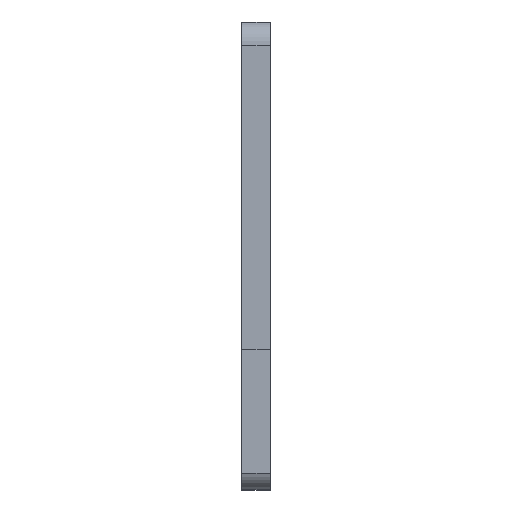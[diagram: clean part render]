
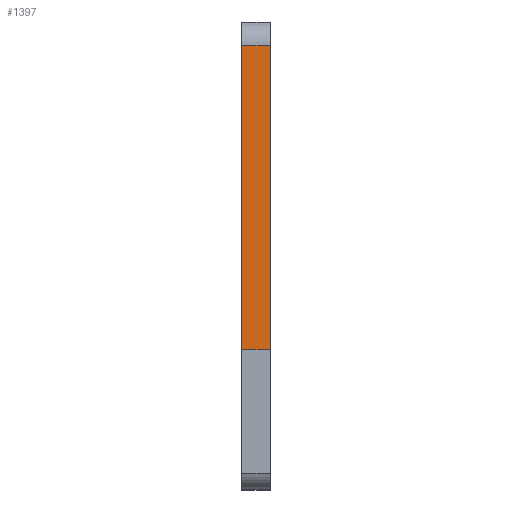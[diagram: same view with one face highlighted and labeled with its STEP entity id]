
A CAD part, left-side view. The second image highlights one B-rep face of the part: STEP entity #1397.
In plain terms, the highlighted planar face has unit normal (-1, 0, 0).
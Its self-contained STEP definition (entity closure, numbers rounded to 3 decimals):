
#125 = PLANE ( 'NONE',  #1782 ) ;
#129 = LINE ( 'NONE', #1724, #1351 ) ;
#139 = EDGE_CURVE ( 'NONE', #377, #1259, #1478, .T. ) ;
#143 = CARTESIAN_POINT ( 'NONE',  ( 0., 3., -2.5 ) ) ;
#326 = CARTESIAN_POINT ( 'NONE',  ( 0., 3., 0. ) ) ;
#376 = LINE ( 'NONE', #1799, #2243 ) ;
#377 = VERTEX_POINT ( 'NONE', #2212 ) ;
#526 = ORIENTED_EDGE ( 'NONE', *, *, #758, .T. ) ;
#598 = CARTESIAN_POINT ( 'NONE',  ( 0., 3., -35. ) ) ;
#612 = EDGE_CURVE ( 'NONE', #1681, #1663, #376, .T. ) ;
#709 = ORIENTED_EDGE ( 'NONE', *, *, #612, .T. ) ;
#758 = EDGE_CURVE ( 'NONE', #1663, #377, #129, .T. ) ;
#816 = DIRECTION ( 'NONE',  ( 0., 0., 1. ) ) ;
#1097 = CARTESIAN_POINT ( 'NONE',  ( 0., 3., -2.5 ) ) ;
#1200 = CARTESIAN_POINT ( 'NONE',  ( 0., 3., 0. ) ) ;
#1259 = VERTEX_POINT ( 'NONE', #143 ) ;
#1294 = DIRECTION ( 'NONE',  ( 0., -1., 0. ) ) ;
#1351 = VECTOR ( 'NONE', #1935, 1000. ) ;
#1386 = FACE_OUTER_BOUND ( 'NONE', #1461, .T. ) ;
#1397 = ADVANCED_FACE ( 'NONE', ( #1386 ), #125, .F. ) ;
#1461 = EDGE_LOOP ( 'NONE', ( #526, #2297, #1801, #709 ) ) ;
#1478 = LINE ( 'NONE', #1097, #1738 ) ;
#1572 = DIRECTION ( 'NONE',  ( 0., 0., -1. ) ) ;
#1585 = CARTESIAN_POINT ( 'NONE',  ( 0., 0., -35. ) ) ;
#1663 = VERTEX_POINT ( 'NONE', #1585 ) ;
#1666 = DIRECTION ( 'NONE',  ( 0., 1., 0. ) ) ;
#1681 = VERTEX_POINT ( 'NONE', #598 ) ;
#1724 = CARTESIAN_POINT ( 'NONE',  ( 0., 0., 0. ) ) ;
#1738 = VECTOR ( 'NONE', #1666, 1000. ) ;
#1754 = DIRECTION ( 'NONE',  ( 1., 0., 0. ) ) ;
#1782 = AXIS2_PLACEMENT_3D ( 'NONE', #1200, #1754, #1572 ) ;
#1799 = CARTESIAN_POINT ( 'NONE',  ( 0., 3., -35. ) ) ;
#1801 = ORIENTED_EDGE ( 'NONE', *, *, #2039, .F. ) ;
#1911 = LINE ( 'NONE', #326, #2114 ) ;
#1935 = DIRECTION ( 'NONE',  ( 0., 0., 1. ) ) ;
#2039 = EDGE_CURVE ( 'NONE', #1681, #1259, #1911, .T. ) ;
#2114 = VECTOR ( 'NONE', #816, 1000. ) ;
#2212 = CARTESIAN_POINT ( 'NONE',  ( 0., 0., -2.5 ) ) ;
#2243 = VECTOR ( 'NONE', #1294, 1000. ) ;
#2297 = ORIENTED_EDGE ( 'NONE', *, *, #139, .T. ) ;
